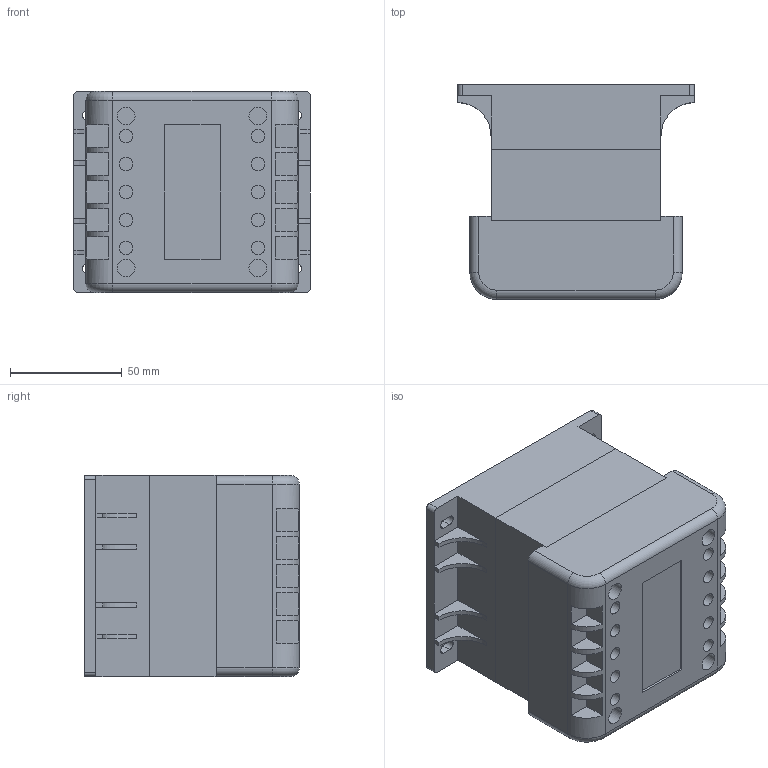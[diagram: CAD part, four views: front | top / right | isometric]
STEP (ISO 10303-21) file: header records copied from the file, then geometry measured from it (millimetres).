
FILE_DESCRIPTION(/* description */ (''),/* implementation_level */ '2;1');
FILE_NAME(/* name */ 'TS040633201.stp',/* time_stamp */ '2025-03-19T13:12:39+01:00',/* author */ ('velazquez'),/* organization */ (''),/* preprocessor_version */ 'ST-DEVELOPER v19.2',/* originating_system */ 'Autodesk Inventor 2023',/* authorisation */ '');
FILE_SCHEMA (('AUTOMOTIVE_DESIGN { 1 0 10303 214 3 1 1 }'));
Length unit declared in the file: millimetre
Products named in the file (4): TS040633201; CENTRAL EI84-30; SUPERIOR EI84; INFERIOR EI84
Assembly tree (3 placements, depth 2):
  TS040633201
    CENTRAL EI84-30
    SUPERIOR EI84
    INFERIOR EI84
Bounding box: 106 x 96 x 90 mm (x, y, z)
Volume: 349677.2 mm3; surface area: 95182.6 mm2
Topology: 11 solids, 11 shells, 188 faces, 412 edges, 272 vertices
Faces by surface type: plane 142, cylinder 42, torus 4
Full cylindrical faces by diameter (mm): 6 x10, 8 x4
Entity records: 5512 total; most frequent: DIRECTION 910, CARTESIAN_POINT 879, ORIENTED_EDGE 824, EDGE_CURVE 412, LINE 304, VECTOR 304, AXIS2_PLACEMENT_3D 303, VERTEX_POINT 272
